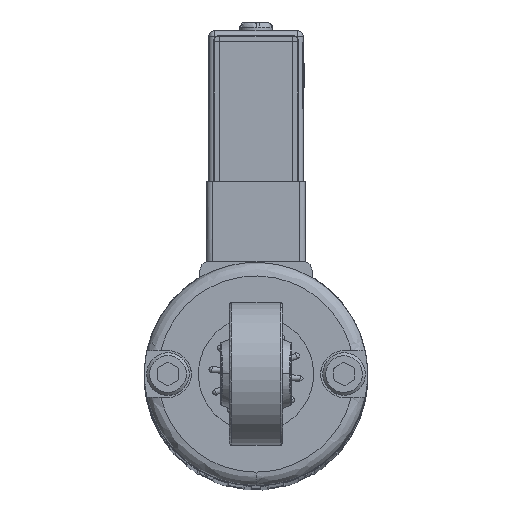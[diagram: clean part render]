
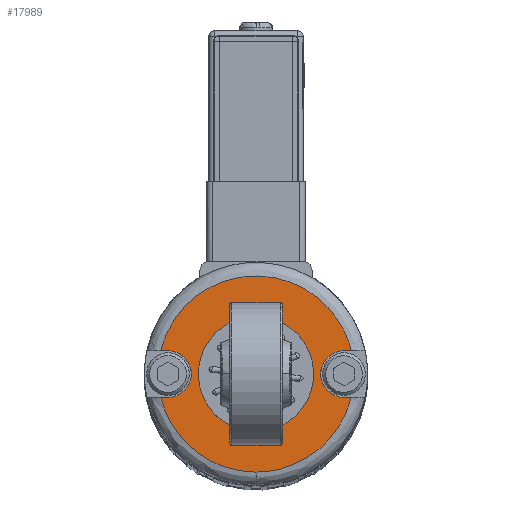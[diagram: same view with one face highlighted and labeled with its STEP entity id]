
A CAD part, top view. The second image highlights one B-rep face of the part: STEP entity #17989.
In plain terms, the highlighted planar face has unit normal (0, 0, 1).
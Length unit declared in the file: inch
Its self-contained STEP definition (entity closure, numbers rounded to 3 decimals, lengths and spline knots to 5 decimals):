
#20 = CARTESIAN_POINT ( 'NONE',  ( 0.58661, 0.15551, 7.93307 ) ) ;
#377 = DIRECTION ( 'NONE',  ( 0., -1., 0. ) ) ;
#572 = EDGE_LOOP ( 'NONE', ( #22864 ) ) ;
#704 = CARTESIAN_POINT ( 'NONE',  ( 0., -0.65354, 7.93307 ) ) ;
#1709 = EDGE_CURVE ( 'NONE', #20094, #10293, #4434, .T. ) ;
#1880 = VECTOR ( 'NONE', #2969, 39.37008 ) ;
#1988 = CARTESIAN_POINT ( 'NONE',  ( 0.63477, -0.15551, 7.93307 ) ) ;
#2798 = DIRECTION ( 'NONE',  ( 0., 0., -1. ) ) ;
#2831 = ORIENTED_EDGE ( 'NONE', *, *, #1709, .F. ) ;
#2903 = ORIENTED_EDGE ( 'NONE', *, *, #8989, .F. ) ;
#2969 = DIRECTION ( 'NONE',  ( -1., 0., 0. ) ) ;
#3130 = CARTESIAN_POINT ( 'NONE',  ( 0.43009, 0.99099, 7.93307 ) ) ;
#3137 = CARTESIAN_POINT ( 'NONE',  ( 0.58661, -0.15551, 7.93307 ) ) ;
#3288 = EDGE_CURVE ( 'NONE', #3700, #10293, #15461, .T. ) ;
#3700 = VERTEX_POINT ( 'NONE', #4372 ) ;
#3901 = LINE ( 'NONE', #7789, #11069 ) ;
#4157 = EDGE_CURVE ( 'NONE', #9885, #3700, #11635, .T. ) ;
#4372 = CARTESIAN_POINT ( 'NONE',  ( -0.58661, 0.15551, 7.93307 ) ) ;
#4434 = LINE ( 'NONE', #16972, #9540 ) ;
#4472 = CARTESIAN_POINT ( 'NONE',  ( -0.55998, -0.46079, 7.93307 ) ) ;
#4742 = LINE ( 'NONE', #11939, #1880 ) ;
#4916 = EDGE_CURVE ( 'NONE', #9219, #16992, #4742, .T. ) ;
#5109 = DIRECTION ( 'NONE',  ( 0., 1., 0. ) ) ;
#5448 = VERTEX_POINT ( 'NONE', #704 ) ;
#5473 = AXIS2_PLACEMENT_3D ( 'NONE', #18330, #18218, #377 ) ;
#5730 = EDGE_LOOP ( 'NONE', ( #8960, #10187, #12559, #2903, #7708, #18998, #20797, #2831, #15377 ) ) ;
#6120 = CARTESIAN_POINT ( 'NONE',  ( 0., -0.65354, 7.93307 ) ) ;
#6649 = AXIS2_PLACEMENT_3D ( 'NONE', #17702, #12367, #14407 ) ;
#7708 = ORIENTED_EDGE ( 'NONE', *, *, #10194, .F. ) ;
#7789 = CARTESIAN_POINT ( 'NONE',  ( 0.64239, 0.15551, 7.93307 ) ) ;
#8107 = DIRECTION ( 'NONE',  ( 0., 1., 0. ) ) ;
#8265 =( BOUNDED_CURVE ( )  B_SPLINE_CURVE ( 3, ( #1988, #16303, #12975, #9193 ),
 .UNSPECIFIED., .F., .F. ) 
 B_SPLINE_CURVE_WITH_KNOTS ( ( 4, 4 ),
 ( 0., 1. ),
 .UNSPECIFIED. ) 
 CURVE ( )  GEOMETRIC_REPRESENTATION_ITEM ( )  RATIONAL_B_SPLINE_CURVE ( ( 0.944, 0.813, 0.817, 0.957 ) ) 
 REPRESENTATION_ITEM ( '' )  );
#8883 = VERTEX_POINT ( 'NONE', #20 ) ;
#8960 = ORIENTED_EDGE ( 'NONE', *, *, #9979, .F. ) ;
#8989 = EDGE_CURVE ( 'NONE', #13647, #8883, #3901, .T. ) ;
#9193 = CARTESIAN_POINT ( 'NONE',  ( 0., -0.65354, 7.93307 ) ) ;
#9219 = VERTEX_POINT ( 'NONE', #22166 ) ;
#9314 = CIRCLE ( 'NONE', #13452, 0.15551 ) ;
#9540 = VECTOR ( 'NONE', #22372, 39.37008 ) ;
#9578 = FACE_OUTER_BOUND ( 'NONE', #5730, .T. ) ;
#9885 = VERTEX_POINT ( 'NONE', #21455 ) ;
#9899 = CARTESIAN_POINT ( 'NONE',  ( -0.31272, -0.65354, 7.93307 ) ) ;
#9970 = DIRECTION ( 'NONE',  ( 1., 0., 0. ) ) ;
#9979 = EDGE_CURVE ( 'NONE', #9219, #5448, #8265, .T. ) ;
#10063 = DIRECTION ( 'NONE',  ( 0., 0., 1. ) ) ;
#10180 = CARTESIAN_POINT ( 'NONE',  ( -0.03923, -0.38185, 7.93307 ) ) ;
#10187 = ORIENTED_EDGE ( 'NONE', *, *, #4916, .T. ) ;
#10194 = EDGE_CURVE ( 'NONE', #9885, #13647, #19321, .T. ) ;
#10293 = VERTEX_POINT ( 'NONE', #14725 ) ;
#10329 = CARTESIAN_POINT ( 'NONE',  ( 0.63477, 0.15551, 7.93307 ) ) ;
#10986 = CARTESIAN_POINT ( 'NONE',  ( -0.63477, -0.15551, 7.93307 ) ) ;
#10996 = PLANE ( 'NONE',  #5473 ) ;
#11069 = VECTOR ( 'NONE', #22309, 39.37008 ) ;
#11190 =( BOUNDED_CURVE ( )  B_SPLINE_CURVE ( 3, ( #6120, #9899, #4472, #22186 ),
 .UNSPECIFIED., .F., .F. ) 
 B_SPLINE_CURVE_WITH_KNOTS ( ( 4, 4 ),
 ( 0., 1. ),
 .UNSPECIFIED. ) 
 CURVE ( )  GEOMETRIC_REPRESENTATION_ITEM ( )  RATIONAL_B_SPLINE_CURVE ( ( 0.957, 0.817, 0.813, 0.944 ) ) 
 REPRESENTATION_ITEM ( '' )  );
#11635 = LINE ( 'NONE', #18858, #13228 ) ;
#11939 = CARTESIAN_POINT ( 'NONE',  ( 0.72766, -0.15551, 7.93307 ) ) ;
#12367 = DIRECTION ( 'NONE',  ( 0., 0., 1. ) ) ;
#12559 = ORIENTED_EDGE ( 'NONE', *, *, #19629, .F. ) ;
#12975 = CARTESIAN_POINT ( 'NONE',  ( 0.31272, -0.65354, 7.93307 ) ) ;
#13228 = VECTOR ( 'NONE', #9970, 39.37008 ) ;
#13452 = AXIS2_PLACEMENT_3D ( 'NONE', #22812, #10063, #5109 ) ;
#13647 = VERTEX_POINT ( 'NONE', #20249 ) ;
#14407 = DIRECTION ( 'NONE',  ( -0.102, -0.995, 0. ) ) ;
#14485 = EDGE_CURVE ( 'NONE', #21397, #21397, #18402, .T. ) ;
#14725 = CARTESIAN_POINT ( 'NONE',  ( -0.58661, -0.15551, 7.93307 ) ) ;
#15377 = ORIENTED_EDGE ( 'NONE', *, *, #16607, .F. ) ;
#15461 = CIRCLE ( 'NONE', #22607, 0.15551 ) ;
#15552 = CARTESIAN_POINT ( 'NONE',  ( -0.63477, 0.15551, 7.93307 ) ) ;
#16303 = CARTESIAN_POINT ( 'NONE',  ( 0.55998, -0.46079, 7.93307 ) ) ;
#16607 = EDGE_CURVE ( 'NONE', #5448, #20094, #11190, .T. ) ;
#16972 = CARTESIAN_POINT ( 'NONE',  ( 0.64239, -0.15551, 7.93307 ) ) ;
#16992 = VERTEX_POINT ( 'NONE', #3137 ) ;
#17702 = CARTESIAN_POINT ( 'NONE',  ( 0., 0., 7.93307 ) ) ;
#17989 = ADVANCED_FACE ( 'NONE', ( #18562, #9578 ), #10996, .F. ) ;
#18218 = DIRECTION ( 'NONE',  ( 0., 0., -1. ) ) ;
#18330 = CARTESIAN_POINT ( 'NONE',  ( 0.64239, 0.66139, 7.93307 ) ) ;
#18402 = CIRCLE ( 'NONE', #6649, 0.38386 ) ;
#18562 = FACE_BOUND ( 'NONE', #572, .T. ) ;
#18858 = CARTESIAN_POINT ( 'NONE',  ( -0.72766, 0.15551, 7.93307 ) ) ;
#18998 = ORIENTED_EDGE ( 'NONE', *, *, #4157, .T. ) ;
#19319 = CARTESIAN_POINT ( 'NONE',  ( -0.43009, 0.99099, 7.93307 ) ) ;
#19321 =( BOUNDED_CURVE ( )  B_SPLINE_CURVE ( 3, ( #15552, #19319, #3130, #10329 ),
 .UNSPECIFIED., .F., .T. ) 
 B_SPLINE_CURVE_WITH_KNOTS ( ( 4, 4 ),
 ( 0., 1. ),
 .UNSPECIFIED. ) 
 CURVE ( )  GEOMETRIC_REPRESENTATION_ITEM ( )  RATIONAL_B_SPLINE_CURVE ( ( 0.922, 0.454, 0.454, 0.922 ) ) 
 REPRESENTATION_ITEM ( '' )  );
#19629 = EDGE_CURVE ( 'NONE', #8883, #16992, #9314, .T. ) ;
#20094 = VERTEX_POINT ( 'NONE', #10986 ) ;
#20249 = CARTESIAN_POINT ( 'NONE',  ( 0.63477, 0.15551, 7.93307 ) ) ;
#20797 = ORIENTED_EDGE ( 'NONE', *, *, #3288, .T. ) ;
#21397 = VERTEX_POINT ( 'NONE', #10180 ) ;
#21455 = CARTESIAN_POINT ( 'NONE',  ( -0.63477, 0.15551, 7.93307 ) ) ;
#22166 = CARTESIAN_POINT ( 'NONE',  ( 0.63477, -0.15551, 7.93307 ) ) ;
#22186 = CARTESIAN_POINT ( 'NONE',  ( -0.63477, -0.15551, 7.93307 ) ) ;
#22309 = DIRECTION ( 'NONE',  ( -1., 0., 0. ) ) ;
#22372 = DIRECTION ( 'NONE',  ( 1., 0., 0. ) ) ;
#22607 = AXIS2_PLACEMENT_3D ( 'NONE', #22633, #2798, #8107 ) ;
#22633 = CARTESIAN_POINT ( 'NONE',  ( -0.58661, 0., 7.93307 ) ) ;
#22812 = CARTESIAN_POINT ( 'NONE',  ( 0.58661, 0., 7.93307 ) ) ;
#22864 = ORIENTED_EDGE ( 'NONE', *, *, #14485, .F. ) ;
